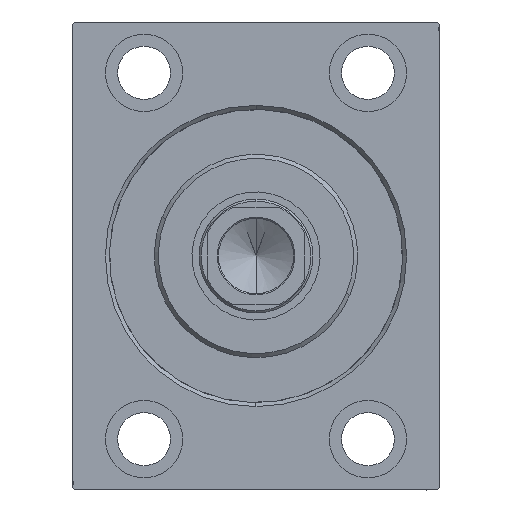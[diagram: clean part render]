
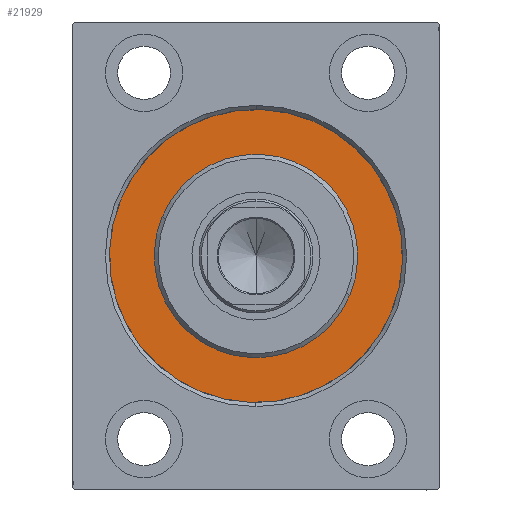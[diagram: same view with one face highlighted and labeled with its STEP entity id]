
A CAD part, left-side view. The second image highlights one B-rep face of the part: STEP entity #21929.
In plain terms, the highlighted face is planar.
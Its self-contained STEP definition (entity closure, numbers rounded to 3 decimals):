
#365 = EDGE_CURVE ( 'NONE', #463, #37975, #26310, .T. ) ;
#463 = VERTEX_POINT ( 'NONE', #34140 ) ;
#5497 = DIRECTION ( 'NONE',  ( 1., 0., 0. ) ) ;
#5720 = DIRECTION ( 'NONE',  ( 0., 0., 1. ) ) ;
#6507 = DIRECTION ( 'NONE',  ( 0., 0., 1. ) ) ;
#7165 = CIRCLE ( 'NONE', #32438, 25. ) ;
#8704 = CARTESIAN_POINT ( 'NONE',  ( 0., 0., 0. ) ) ;
#9893 = CARTESIAN_POINT ( 'NONE',  ( 0., 0., 0. ) ) ;
#12276 = PLANE ( 'NONE',  #26669 ) ;
#12499 = FACE_OUTER_BOUND ( 'NONE', #41571, .T. ) ;
#12832 = ORIENTED_EDGE ( 'NONE', *, *, #21930, .F. ) ;
#13077 = VERTEX_POINT ( 'NONE', #19522 ) ;
#13161 = AXIS2_PLACEMENT_3D ( 'NONE', #9893, #36809, #6507 ) ;
#13768 = CARTESIAN_POINT ( 'NONE',  ( 0., 0., 36. ) ) ;
#14692 = EDGE_LOOP ( 'NONE', ( #32634, #12832 ) ) ;
#19267 = FACE_BOUND ( 'NONE', #14692, .T. ) ;
#19522 = CARTESIAN_POINT ( 'NONE',  ( 0., 0., -36. ) ) ;
#19709 = CARTESIAN_POINT ( 'NONE',  ( 0., 0., 0. ) ) ;
#21397 = CARTESIAN_POINT ( 'NONE',  ( 0., 0., -25. ) ) ;
#21686 = AXIS2_PLACEMENT_3D ( 'NONE', #34070, #44487, #27309 ) ;
#21929 = ADVANCED_FACE ( 'NONE', ( #19267, #12499 ), #12276, .F. ) ;
#21930 = EDGE_CURVE ( 'NONE', #37975, #463, #7165, .T. ) ;
#22707 = DIRECTION ( 'NONE',  ( 0., 0., -1. ) ) ;
#23103 = CARTESIAN_POINT ( 'NONE',  ( 0., 0., 0. ) ) ;
#24105 = ORIENTED_EDGE ( 'NONE', *, *, #30517, .F. ) ;
#25361 = EDGE_CURVE ( 'NONE', #13077, #33555, #35390, .T. ) ;
#26057 = DIRECTION ( 'NONE',  ( -1., 0., 0. ) ) ;
#26310 = CIRCLE ( 'NONE', #30601, 25. ) ;
#26669 = AXIS2_PLACEMENT_3D ( 'NONE', #23103, #26057, #5720 ) ;
#27309 = DIRECTION ( 'NONE',  ( 0., 0., 1. ) ) ;
#30517 = EDGE_CURVE ( 'NONE', #33555, #13077, #42774, .T. ) ;
#30601 = AXIS2_PLACEMENT_3D ( 'NONE', #8704, #36493, #22707 ) ;
#31268 = ORIENTED_EDGE ( 'NONE', *, *, #25361, .F. ) ;
#32438 = AXIS2_PLACEMENT_3D ( 'NONE', #19709, #5497, #40078 ) ;
#32634 = ORIENTED_EDGE ( 'NONE', *, *, #365, .F. ) ;
#33555 = VERTEX_POINT ( 'NONE', #13768 ) ;
#34070 = CARTESIAN_POINT ( 'NONE',  ( 0., 0., 0. ) ) ;
#34140 = CARTESIAN_POINT ( 'NONE',  ( 0., 0., 25. ) ) ;
#35390 = CIRCLE ( 'NONE', #21686, 36. ) ;
#36493 = DIRECTION ( 'NONE',  ( 1., 0., 0. ) ) ;
#36809 = DIRECTION ( 'NONE',  ( -1., 0., 0. ) ) ;
#37975 = VERTEX_POINT ( 'NONE', #21397 ) ;
#40078 = DIRECTION ( 'NONE',  ( 0., 0., -1. ) ) ;
#41571 = EDGE_LOOP ( 'NONE', ( #31268, #24105 ) ) ;
#42774 = CIRCLE ( 'NONE', #13161, 36. ) ;
#44487 = DIRECTION ( 'NONE',  ( -1., 0., 0. ) ) ;
